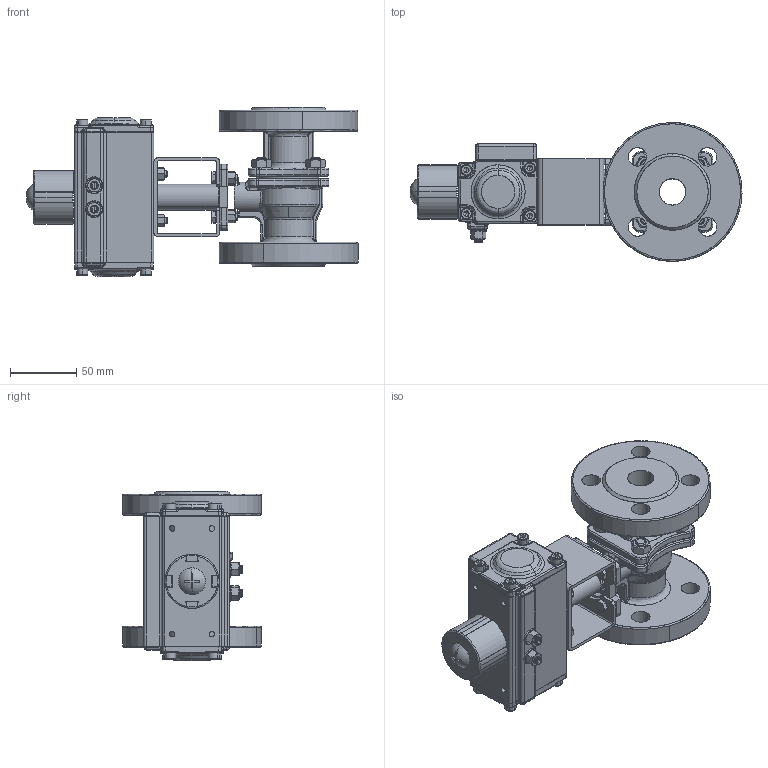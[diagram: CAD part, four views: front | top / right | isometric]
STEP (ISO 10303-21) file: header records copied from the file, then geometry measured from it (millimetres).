
FILE_DESCRIPTION (( 'STEP AP203' ), '1' );
FILE_NAME ('PK05_DN20 (PK05000004).STEP', '2022-08-11T08:13:25', ( '' ), ( '' ), 'SwSTEP 2.0', 'SolidWorks 2021', '' );
FILE_SCHEMA (( 'CONFIG_CONTROL_DESIGN' ));
Length unit declared in the file: metre
Products named in the file (1): PK05_DN20 (PK05000004)
Bounding box: 251.2 x 105.09 x 128 mm (x, y, z)
Surface area: 158202.9 mm2 (no closed solid volume)
Topology: 0 solids, 996 shells, 1294 faces, 5530 edges, 5119 vertices
Faces by surface type: cylinder 416, plane 396, bspline 303, cone 177, sphere 2
Entity records: 93731 total; most frequent: CARTESIAN_POINT 52355, DIRECTION 7933, ORIENTED_EDGE 6067, EDGE_CURVE 5469, VERTEX_POINT 5119, AXIS2_PLACEMENT_3D 2925, LINE 2083, VECTOR 2083
